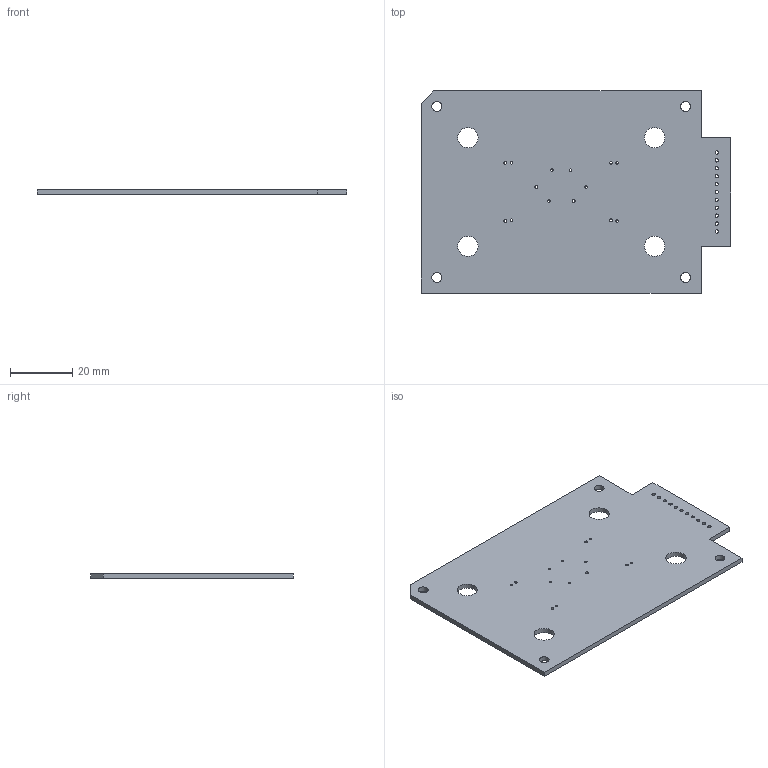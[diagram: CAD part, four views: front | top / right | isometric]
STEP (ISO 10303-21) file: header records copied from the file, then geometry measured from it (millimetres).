
FILE_DESCRIPTION(('KiCad electronic assembly'),'2;1');
FILE_NAME('Buck Converter Tester.step','2022-08-03T15:27:06',('Pcbnew'), ('Kicad'),'Open CASCADE STEP processor 7.6','KiCad to STEP converter', 'Unknown');
FILE_SCHEMA(('AUTOMOTIVE_DESIGN { 1 0 10303 214 1 1 1 1 }'));
Length unit declared in the file: millimetre
Products named in the file (2): Buck Converter Tester 1; _autosave-Buck Converter Tester PCB
Assembly tree (1 placements, depth 2):
  Buck Converter Tester 1
    _autosave-Buck Converter Tester PCB
Bounding box: 99.5 x 65 x 1.6 mm (x, y, z)
Volume: 9586.3 mm3; surface area: 12820.3 mm2
Topology: 1 solids, 1 shells, 44 faces, 126 edges, 84 vertices
Faces by surface type: cylinder 33, plane 11
Full cylindrical faces by diameter (mm): 0.79 x7, 0.9 x7, 1.09 x11, 3.2 x4, 6.5 x4
Entity records: 3293 total; most frequent: DIRECTION 536, CARTESIAN_POINT 508, ORIENTED_EDGE 252, PCURVE 252, DEFINITIONAL_REPRESENTATION 252, LINE 246, VECTOR 246, CIRCLE 132
